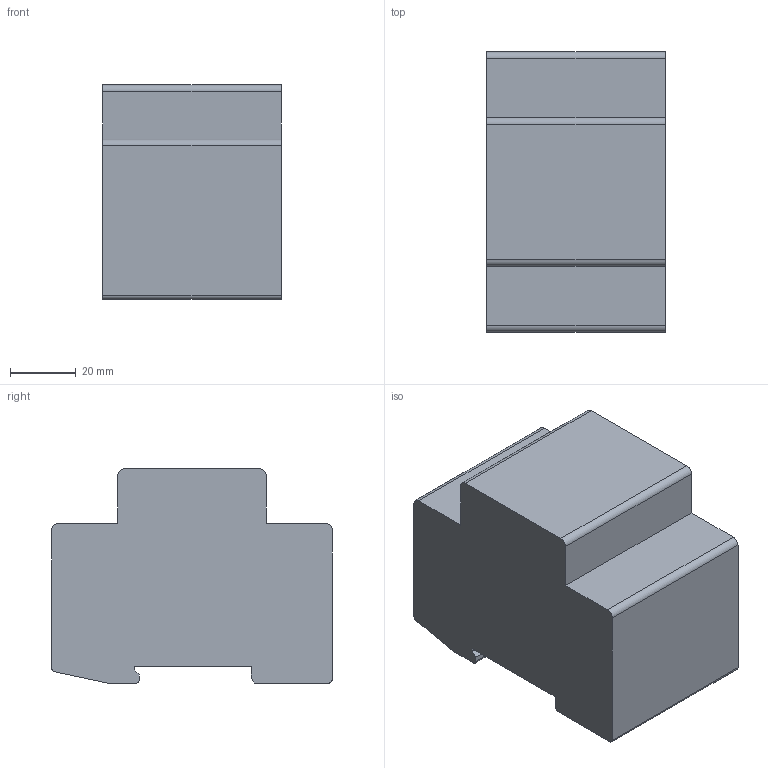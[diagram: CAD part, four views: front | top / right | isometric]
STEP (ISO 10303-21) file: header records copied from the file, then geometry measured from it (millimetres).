
FILE_DESCRIPTION(/* description */ ('STEP AP214'),/* implementation_level */ '2;1');
FILE_NAME(/* name */ 'eaton-r40_r63_3mu-3d-model',/* time_stamp */ '2024-10-29T08:45:31+01:00',/* author */ ('License CC BY-ND 4.0'),/* organization */ ('CADENAS'),/* preprocessor_version */ 'ST-DEVELOPER v19.3',/* originating_system */ 'PARTsolutions',/* authorisation */ ' ');
FILE_SCHEMA (('AUTOMOTIVE_DESIGN {1 0 10303 214 3 1 1}'));
Length unit declared in the file: millimetre
Products named in the file (1): 248856
Bounding box: 54 x 85 x 65 mm (x, y, z)
Volume: 251479 mm3; surface area: 25714 mm2
Topology: 1 solids, 1 shells, 25 faces, 69 edges, 46 vertices
Faces by surface type: plane 18, cylinder 7
Entity records: 827 total; most frequent: CARTESIAN_POINT 141, ORIENTED_EDGE 138, DIRECTION 135, EDGE_CURVE 69, LINE 55, VECTOR 55, VERTEX_POINT 46, AXIS2_PLACEMENT_3D 40
